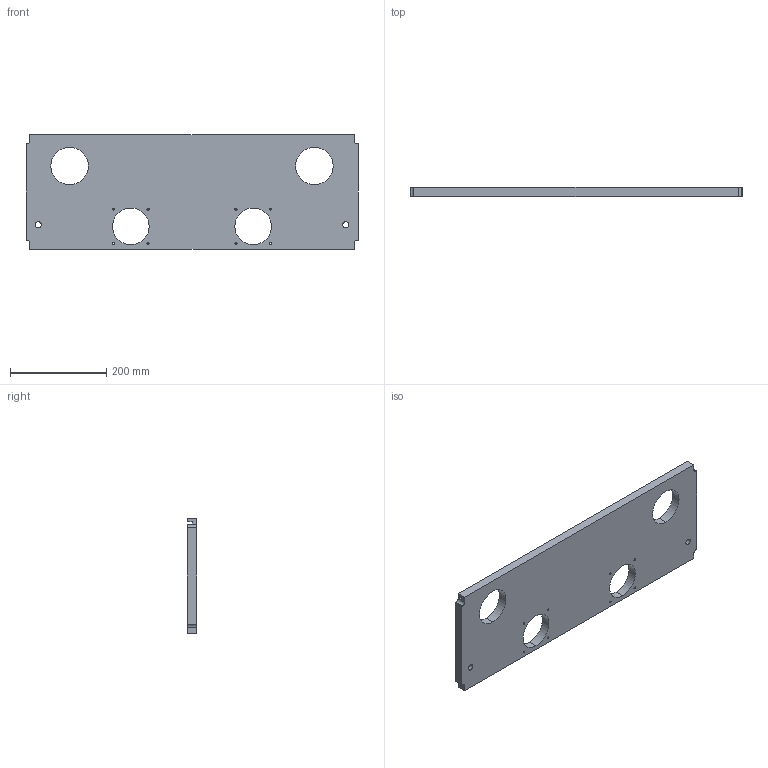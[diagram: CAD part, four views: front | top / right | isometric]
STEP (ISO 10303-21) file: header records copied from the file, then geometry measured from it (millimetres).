
FILE_DESCRIPTION (( 'STEP AP214' ), '1' );
FILE_NAME ('Speaker Panel.STEP', '2020-02-13T22:51:21', ( '' ), ( '' ), 'SwSTEP 2.0', 'SolidWorks 2019', '' );
FILE_SCHEMA (( 'AUTOMOTIVE_DESIGN' ));
Length unit declared in the file: inch
Products named in the file (1): Speaker Panel
Bounding box: 688.98 x 19.05 x 237.69 mm (x, y, z)
Volume: 2632094.1 mm3; surface area: 369824 mm2
Topology: 1 solids, 1 shells, 55 faces, 156 edges, 104 vertices
Faces by surface type: cylinder 34, plane 21
Entity records: 1914 total; most frequent: DIRECTION 336, CARTESIAN_POINT 316, ORIENTED_EDGE 312, EDGE_CURVE 156, AXIS2_PLACEMENT_3D 124, VERTEX_POINT 104, LINE 88, VECTOR 88
